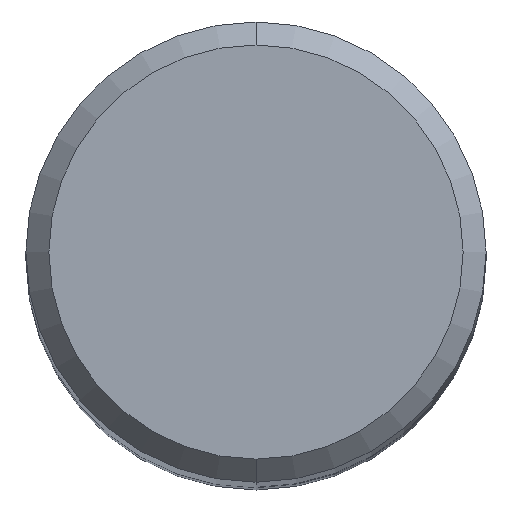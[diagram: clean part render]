
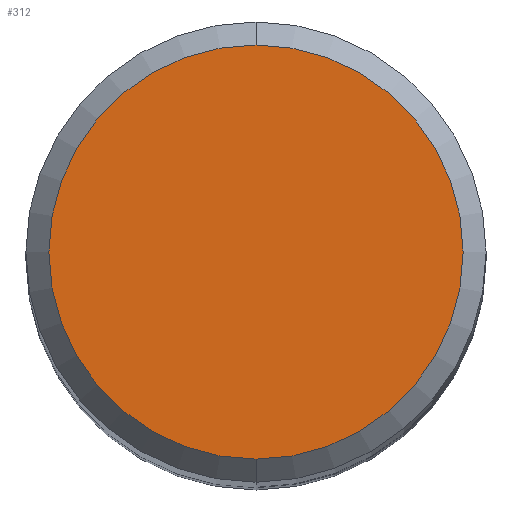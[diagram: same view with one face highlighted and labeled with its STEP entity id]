
A CAD part, top view. The second image highlights one B-rep face of the part: STEP entity #312.
In plain terms, the highlighted planar face has unit normal (0, 0, 1).
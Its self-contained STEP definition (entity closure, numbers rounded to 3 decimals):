
#216=EDGE_CURVE('',#436,#434,#515,.T.);
#284=EDGE_CURVE('',#434,#436,#593,.T.);
#312=ADVANCED_FACE('',(#624),#625,.T.);
#434=VERTEX_POINT('',#755);
#436=VERTEX_POINT('',#757);
#515=CIRCLE('',#886,3.6);
#593=CIRCLE('',#1020,3.6);
#624=FACE_OUTER_BOUND('',#1085,.T.);
#625=PLANE('',#1086);
#755=CARTESIAN_POINT('',(0.0,3.6,0.0));
#757=CARTESIAN_POINT('',(0.,-3.6,0.0));
#886=AXIS2_PLACEMENT_3D('',#1462,#1463,#1464);
#1020=AXIS2_PLACEMENT_3D('',#1593,#1594,#1595);
#1085=EDGE_LOOP('',(#1630,#1631));
#1086=AXIS2_PLACEMENT_3D('',#1632,#1633,#1634);
#1462=CARTESIAN_POINT('',(0.0,0.0,0.0));
#1463=DIRECTION('',(0.0,0.0,-1.0));
#1464=DIRECTION('',(0.0,1.0,0.0));
#1593=CARTESIAN_POINT('',(0.0,0.0,0.0));
#1594=DIRECTION('',(0.0,0.0,-1.0));
#1595=DIRECTION('',(0.0,1.0,0.0));
#1630=ORIENTED_EDGE('',*,*,#284,.F.);
#1631=ORIENTED_EDGE('',*,*,#216,.F.);
#1632=CARTESIAN_POINT('',(0.0,1.8,0.0));
#1633=DIRECTION('',(-0.0,0.0,1.0));
#1634=DIRECTION('',(0.0,-1.0,0.0));
